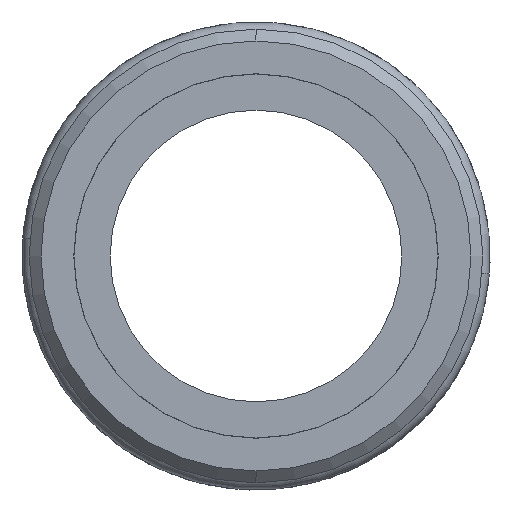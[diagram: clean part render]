
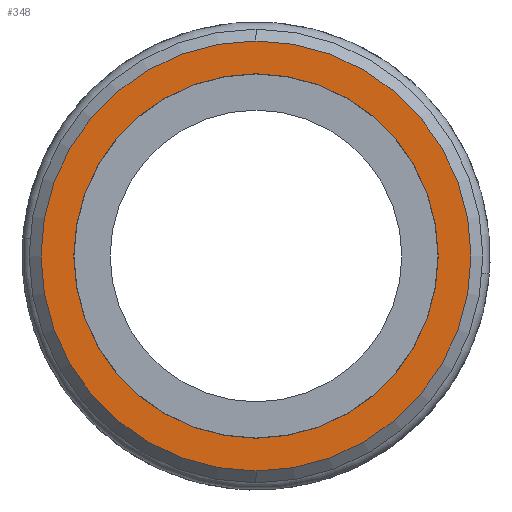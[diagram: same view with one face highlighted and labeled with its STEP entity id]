
A CAD part, front view. The second image highlights one B-rep face of the part: STEP entity #348.
In plain terms, the highlighted planar face has unit normal (0, -1, 0).
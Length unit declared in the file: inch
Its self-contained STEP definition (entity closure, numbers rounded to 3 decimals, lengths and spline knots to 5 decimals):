
#68 = EDGE_CURVE ( 'NONE', #2646, #2116, #2740, .T. ) ;
#168 = CIRCLE ( 'NONE', #3410, 0.61475 ) ;
#222 = CIRCLE ( 'NONE', #2422, 0.726 ) ;
#263 = VERTEX_POINT ( 'NONE', #3538 ) ;
#348 = ADVANCED_FACE ( 'NONE', ( #1076, #2585 ), #1007, .T. ) ;
#541 = ORIENTED_EDGE ( 'NONE', *, *, #68, .F. ) ;
#651 = CARTESIAN_POINT ( 'NONE',  ( 0., -1.125, 0. ) ) ;
#898 = AXIS2_PLACEMENT_3D ( 'NONE', #2567, #3151, #2825 ) ;
#1007 = PLANE ( 'NONE',  #898 ) ;
#1076 = FACE_OUTER_BOUND ( 'NONE', #3051, .T. ) ;
#1155 = CARTESIAN_POINT ( 'NONE',  ( 0., -1.125, 0. ) ) ;
#1675 = CIRCLE ( 'NONE', #2625, 0.726 ) ;
#1745 = CARTESIAN_POINT ( 'NONE',  ( 0., -1.125, 0. ) ) ;
#1759 = DIRECTION ( 'NONE',  ( 0., -1., 0. ) ) ;
#1807 = ORIENTED_EDGE ( 'NONE', *, *, #2095, .T. ) ;
#1987 = DIRECTION ( 'NONE',  ( 0., 0., -1. ) ) ;
#2095 = EDGE_CURVE ( 'NONE', #2410, #263, #222, .T. ) ;
#2116 = VERTEX_POINT ( 'NONE', #3628 ) ;
#2124 = DIRECTION ( 'NONE',  ( 0., 0., -1. ) ) ;
#2151 = CARTESIAN_POINT ( 'NONE',  ( 0., -1.125, -0.726 ) ) ;
#2178 = EDGE_LOOP ( 'NONE', ( #541, #3326 ) ) ;
#2395 = EDGE_CURVE ( 'NONE', #263, #2410, #1675, .T. ) ;
#2410 = VERTEX_POINT ( 'NONE', #2151 ) ;
#2422 = AXIS2_PLACEMENT_3D ( 'NONE', #651, #3870, #2124 ) ;
#2567 = CARTESIAN_POINT ( 'NONE',  ( 0.726, -1.125, 0. ) ) ;
#2581 = DIRECTION ( 'NONE',  ( 0., -1., 0. ) ) ;
#2585 = FACE_BOUND ( 'NONE', #2178, .T. ) ;
#2611 = CARTESIAN_POINT ( 'NONE',  ( 0., -1.125, 0. ) ) ;
#2625 = AXIS2_PLACEMENT_3D ( 'NONE', #2611, #3786, #2632 ) ;
#2632 = DIRECTION ( 'NONE',  ( 0., 0., -1. ) ) ;
#2646 = VERTEX_POINT ( 'NONE', #3420 ) ;
#2740 = CIRCLE ( 'NONE', #3729, 0.61475 ) ;
#2825 = DIRECTION ( 'NONE',  ( 0., 0., -1. ) ) ;
#2883 = EDGE_CURVE ( 'NONE', #2116, #2646, #168, .T. ) ;
#3051 = EDGE_LOOP ( 'NONE', ( #3249, #1807 ) ) ;
#3151 = DIRECTION ( 'NONE',  ( 0., -1., 0. ) ) ;
#3249 = ORIENTED_EDGE ( 'NONE', *, *, #2395, .T. ) ;
#3326 = ORIENTED_EDGE ( 'NONE', *, *, #2883, .F. ) ;
#3410 = AXIS2_PLACEMENT_3D ( 'NONE', #1155, #1759, #1987 ) ;
#3420 = CARTESIAN_POINT ( 'NONE',  ( 0., -1.125, -0.61475 ) ) ;
#3538 = CARTESIAN_POINT ( 'NONE',  ( 0., -1.125, 0.726 ) ) ;
#3628 = CARTESIAN_POINT ( 'NONE',  ( 0., -1.125, 0.61475 ) ) ;
#3729 = AXIS2_PLACEMENT_3D ( 'NONE', #1745, #2581, #3773 ) ;
#3773 = DIRECTION ( 'NONE',  ( 0., 0., -1. ) ) ;
#3786 = DIRECTION ( 'NONE',  ( 0., -1., 0. ) ) ;
#3870 = DIRECTION ( 'NONE',  ( 0., -1., 0. ) ) ;
